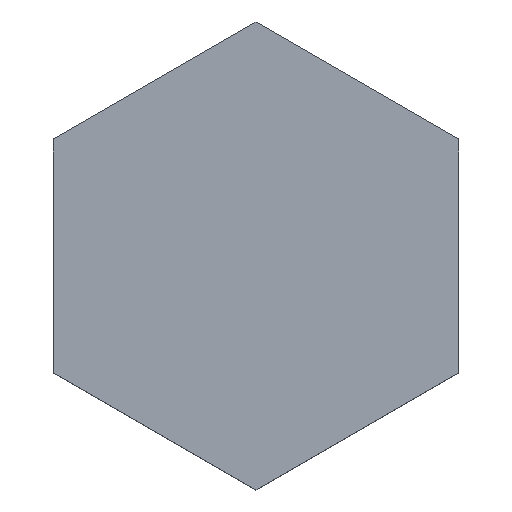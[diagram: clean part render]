
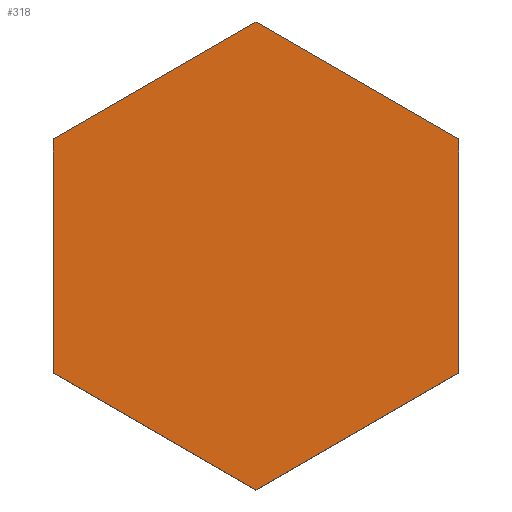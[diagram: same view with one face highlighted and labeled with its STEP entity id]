
A CAD part, top view. The second image highlights one B-rep face of the part: STEP entity #318.
In plain terms, the highlighted planar face has unit normal (0, 0, 1).
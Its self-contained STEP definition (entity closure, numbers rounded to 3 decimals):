
#117=CARTESIAN_POINT('',(-32.279,-199.536,0.0));
#118=VERTEX_POINT('',#117);
#125=CARTESIAN_POINT('',(-29.279,-201.268,0.0));
#126=VERTEX_POINT('',#125);
#127=CARTESIAN_POINT('',(-29.279,-201.268,0.0));
#128=DIRECTION('',(-0.866,0.5,0.0));
#129=VECTOR('',#128,3.464);
#130=LINE('',#127,#129);
#131=EDGE_CURVE('',#126,#118,#130,.T.);
#155=CARTESIAN_POINT('',(-35.279,-201.268,0.0));
#156=VERTEX_POINT('',#155);
#163=CARTESIAN_POINT('',(-32.279,-199.536,0.0));
#164=DIRECTION('',(-0.866,-0.5,0.0));
#165=VECTOR('',#164,3.464);
#166=LINE('',#163,#165);
#167=EDGE_CURVE('',#118,#156,#166,.T.);
#186=CARTESIAN_POINT('',(-35.279,-204.732,0.0));
#187=VERTEX_POINT('',#186);
#194=CARTESIAN_POINT('',(-35.279,-201.268,0.0));
#195=DIRECTION('',(0.0,-1.0,0.0));
#196=VECTOR('',#195,3.464);
#197=LINE('',#194,#196);
#198=EDGE_CURVE('',#156,#187,#197,.T.);
#217=CARTESIAN_POINT('',(-32.279,-206.464,0.0));
#218=VERTEX_POINT('',#217);
#225=CARTESIAN_POINT('',(-35.279,-204.732,0.0));
#226=DIRECTION('',(0.866,-0.5,0.0));
#227=VECTOR('',#226,3.464);
#228=LINE('',#225,#227);
#229=EDGE_CURVE('',#187,#218,#228,.T.);
#248=CARTESIAN_POINT('',(-29.279,-204.732,0.0));
#249=VERTEX_POINT('',#248);
#256=CARTESIAN_POINT('',(-32.279,-206.464,0.0));
#257=DIRECTION('',(0.866,0.5,0.0));
#258=VECTOR('',#257,3.464);
#259=LINE('',#256,#258);
#260=EDGE_CURVE('',#218,#249,#259,.T.);
#278=CARTESIAN_POINT('',(-29.279,-204.732,0.0));
#279=DIRECTION('',(0.0,1.0,0.0));
#280=VECTOR('',#279,3.464);
#281=LINE('',#278,#280);
#282=EDGE_CURVE('',#249,#126,#281,.T.);
#305=CARTESIAN_POINT('',(-32.279,-203.,0.0));
#306=DIRECTION('',(0.0,0.0,1.0));
#307=DIRECTION('',(1.0,0.0,0.0));
#308=AXIS2_PLACEMENT_3D('',#305,#306,#307);
#309=PLANE('',#308);
#310=ORIENTED_EDGE('',*,*,#282,.T.);
#311=ORIENTED_EDGE('',*,*,#131,.T.);
#312=ORIENTED_EDGE('',*,*,#167,.T.);
#313=ORIENTED_EDGE('',*,*,#198,.T.);
#314=ORIENTED_EDGE('',*,*,#229,.T.);
#315=ORIENTED_EDGE('',*,*,#260,.T.);
#316=EDGE_LOOP('',(#310,#311,#312,#313,#314,#315));
#317=FACE_OUTER_BOUND('',#316,.T.);
#318=ADVANCED_FACE('',(#317),#309,.T.);
